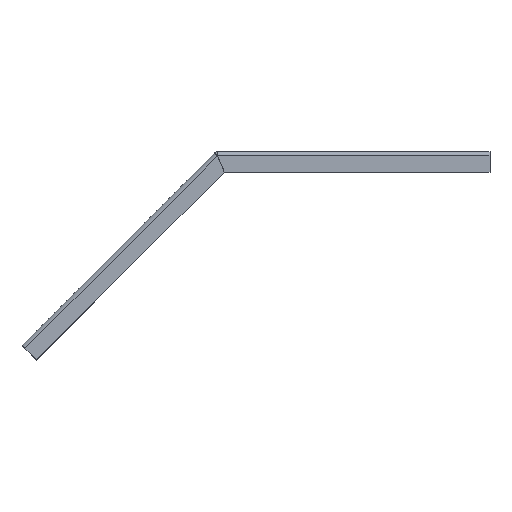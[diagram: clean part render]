
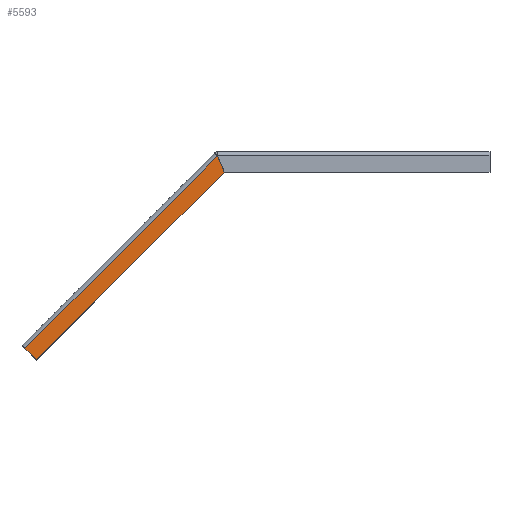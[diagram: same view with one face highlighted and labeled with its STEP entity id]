
A CAD part, top view. The second image highlights one B-rep face of the part: STEP entity #5593.
In plain terms, the highlighted planar face has unit normal (0, 0, 1).
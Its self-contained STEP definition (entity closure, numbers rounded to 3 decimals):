
#637=DIRECTION('',(-0.707,0.707,0.));
#638=VECTOR('',#637,0.208);
#639=CARTESIAN_POINT('',(1.642,-4.309,166.));
#640=LINE('',#639,#638);
#641=CARTESIAN_POINT('',(1.289,-4.663,166.));
#642=DIRECTION('',(0.,0.,1.));
#643=DIRECTION('',(0.924,0.383,0.));
#644=AXIS2_PLACEMENT_3D('',#641,#642,#643);
#646=DIRECTION('',(-0.383,0.924,0.));
#647=VECTOR('',#646,16.886);
#648=CARTESIAN_POINT('',(8.212,-20.072,166.));
#649=LINE('',#648,#647);
#650=DIRECTION('',(0.707,0.707,0.));
#651=VECTOR('',#650,261.614);
#652=CARTESIAN_POINT('',(-176.777,-205.061,166.));
#653=LINE('',#652,#651);
#654=DIRECTION('',(0.707,-0.707,0.));
#655=VECTOR('',#654,16.);
#656=CARTESIAN_POINT('',(-188.09,-193.747,166.));
#657=LINE('',#656,#655);
#658=DIRECTION('',(-0.707,-0.707,0.));
#659=VECTOR('',#658,268.114);
#660=CARTESIAN_POINT('',(1.495,-4.162,166.));
#661=LINE('',#660,#659);
#4540=CARTESIAN_POINT('',(1.495,-4.162,166.));
#4541=VERTEX_POINT('',#4540);
#4542=CARTESIAN_POINT('',(-188.09,-193.747,166.));
#4543=VERTEX_POINT('',#4542);
#4546=CARTESIAN_POINT('',(1.751,-4.471,166.));
#4547=CARTESIAN_POINT('',(1.642,-4.309,166.));
#4548=VERTEX_POINT('',#4546);
#4549=VERTEX_POINT('',#4547);
#4550=CARTESIAN_POINT('',(8.212,-20.072,166.));
#4551=VERTEX_POINT('',#4550);
#4552=CARTESIAN_POINT('',(-176.777,-205.061,166.));
#4553=VERTEX_POINT('',#4552);
#5576=CARTESIAN_POINT('',(0.,0.,166.));
#5577=DIRECTION('',(0.,0.,1.));
#5578=DIRECTION('',(1.,0.,0.));
#5579=AXIS2_PLACEMENT_3D('',#5576,#5577,#5578);
#5580=PLANE('',#5579);
#5582=ORIENTED_EDGE('',*,*,#5581,.F.);
#5583=ORIENTED_EDGE('',*,*,#5568,.F.);
#5584=ORIENTED_EDGE('',*,*,#5557,.F.);
#5586=ORIENTED_EDGE('',*,*,#5585,.F.);
#5588=ORIENTED_EDGE('',*,*,#5587,.F.);
#5590=ORIENTED_EDGE('',*,*,#5589,.F.);
#5591=EDGE_LOOP('',(#5582,#5583,#5584,#5586,#5588,#5590));
#5592=FACE_OUTER_BOUND('',#5591,.F.);
#5593=ADVANCED_FACE('',(#5592),#5580,.T.);
#645=CIRCLE('',#644,0.5);
#5557=EDGE_CURVE('',#4551,#4548,#649,.T.);
#5568=EDGE_CURVE('',#4548,#4549,#645,.T.);
#5581=EDGE_CURVE('',#4549,#4541,#640,.T.);
#5585=EDGE_CURVE('',#4553,#4551,#653,.T.);
#5587=EDGE_CURVE('',#4543,#4553,#657,.T.);
#5589=EDGE_CURVE('',#4541,#4543,#661,.T.);
